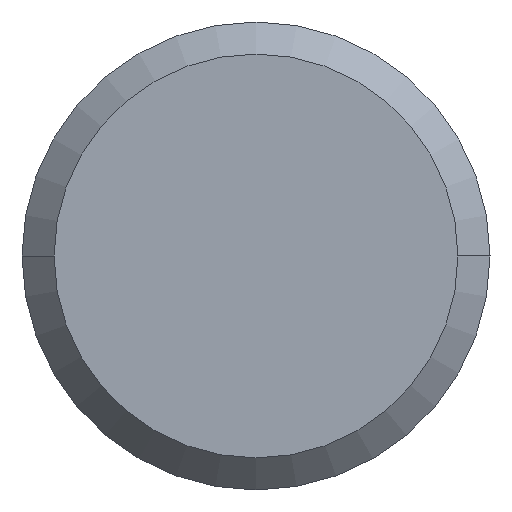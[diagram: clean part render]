
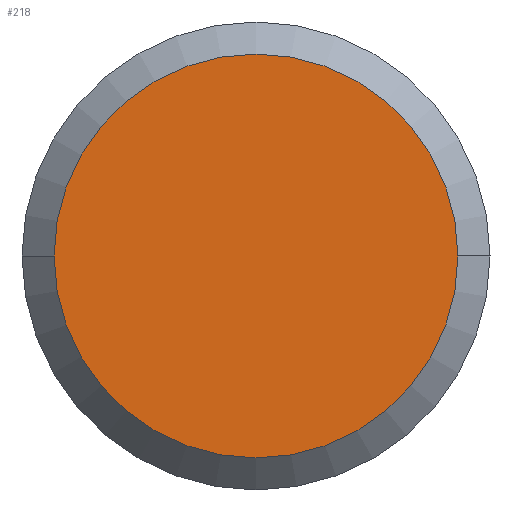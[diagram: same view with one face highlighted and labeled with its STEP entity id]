
A CAD part, left-side view. The second image highlights one B-rep face of the part: STEP entity #218.
In plain terms, the highlighted planar face has unit normal (-1, 0, 0).
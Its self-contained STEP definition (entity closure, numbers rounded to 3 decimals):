
#16 = DIRECTION ( 'NONE',  ( 0., 1., 0. ) ) ;
#20 = EDGE_CURVE ( 'NONE', #325, #488, #117, .T. ) ;
#23 = CARTESIAN_POINT ( 'NONE',  ( 0., 0., 0. ) ) ;
#57 = DIRECTION ( 'NONE',  ( 1., 0., 0. ) ) ;
#80 = EDGE_LOOP ( 'NONE', ( #268, #425 ) ) ;
#117 = CIRCLE ( 'NONE', #423, 4.794 ) ;
#169 = DIRECTION ( 'NONE',  ( 1., 0., 0. ) ) ;
#170 = AXIS2_PLACEMENT_3D ( 'NONE', #326, #57, #16 ) ;
#191 = DIRECTION ( 'NONE',  ( -1., 0., 0. ) ) ;
#195 = FACE_OUTER_BOUND ( 'NONE', #80, .T. ) ;
#218 = ADVANCED_FACE ( 'NONE', ( #195 ), #349, .T. ) ;
#222 = DIRECTION ( 'NONE',  ( 0., -1., 0. ) ) ;
#268 = ORIENTED_EDGE ( 'NONE', *, *, #426, .F. ) ;
#292 = CARTESIAN_POINT ( 'NONE',  ( 0., -4.794, 0. ) ) ;
#313 = CARTESIAN_POINT ( 'NONE',  ( 0., 4.794, 0. ) ) ;
#325 = VERTEX_POINT ( 'NONE', #292 ) ;
#326 = CARTESIAN_POINT ( 'NONE',  ( 0., 0., 0. ) ) ;
#349 = PLANE ( 'NONE',  #563 ) ;
#351 = CIRCLE ( 'NONE', #170, 4.794 ) ;
#423 = AXIS2_PLACEMENT_3D ( 'NONE', #23, #169, #561 ) ;
#425 = ORIENTED_EDGE ( 'NONE', *, *, #20, .F. ) ;
#426 = EDGE_CURVE ( 'NONE', #488, #325, #351, .T. ) ;
#488 = VERTEX_POINT ( 'NONE', #313 ) ;
#492 = CARTESIAN_POINT ( 'NONE',  ( 0., 0., 0. ) ) ;
#561 = DIRECTION ( 'NONE',  ( 0., 1., 0. ) ) ;
#563 = AXIS2_PLACEMENT_3D ( 'NONE', #492, #191, #222 ) ;
